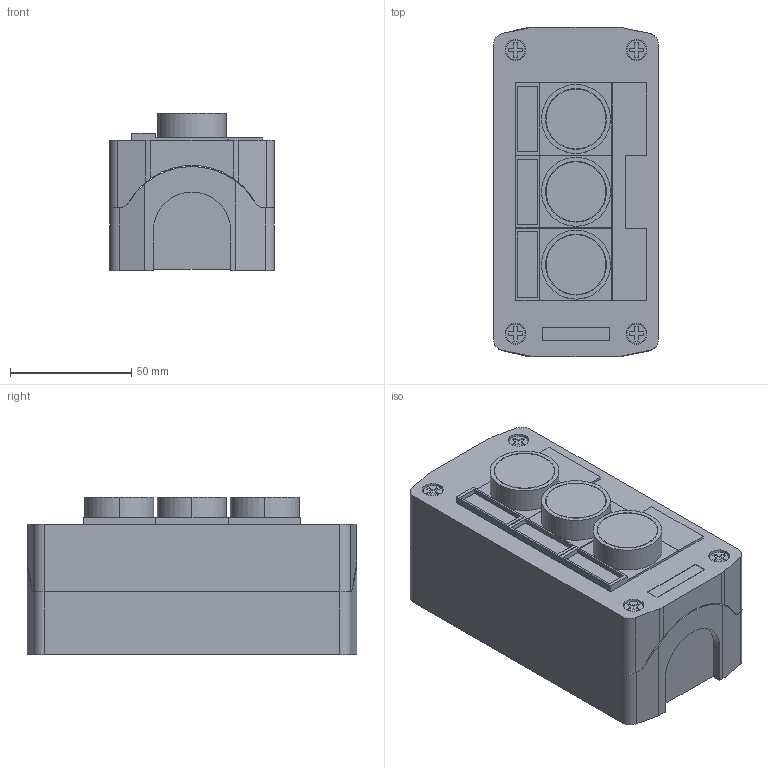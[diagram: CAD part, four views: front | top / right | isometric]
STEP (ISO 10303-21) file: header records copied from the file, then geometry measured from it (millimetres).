
FILE_DESCRIPTION((''),'2;1');
FILE_NAME('XALD321H29H7-3D','2020-12-08T16:22:48',('SESA231899'),('Schneider-Electric'),'CREO PARAMETRIC BY PTC INC, 2019164','CREO PARAMETRIC BY PTC INC, 2019164','');
FILE_SCHEMA(('AP242_MANAGED_MODEL_BASED_3D_ENGINEERING_MIM_LF { 1 0 10303 442 1 1 4 }'));
Length unit declared in the file: millimetre
Products named in the file (1): XALD321H29H7-3D
Bounding box: 68 x 136 x 65 mm (x, y, z)
Volume: 123787.4 mm3; surface area: 92236.8 mm2
Topology: 5 solids, 5 shells, 511 faces, 1408 edges, 937 vertices
Faces by surface type: plane 393, cylinder 118
Entity records: 44172 total; most frequent: CARTESIAN_POINT 29942, ORIENTED_EDGE 2816, DIRECTION 2670, EDGE_CURVE 1408, VECTOR 1140, LINE 1140, VERTEX_POINT 937, AXIS2_PLACEMENT_3D 765
